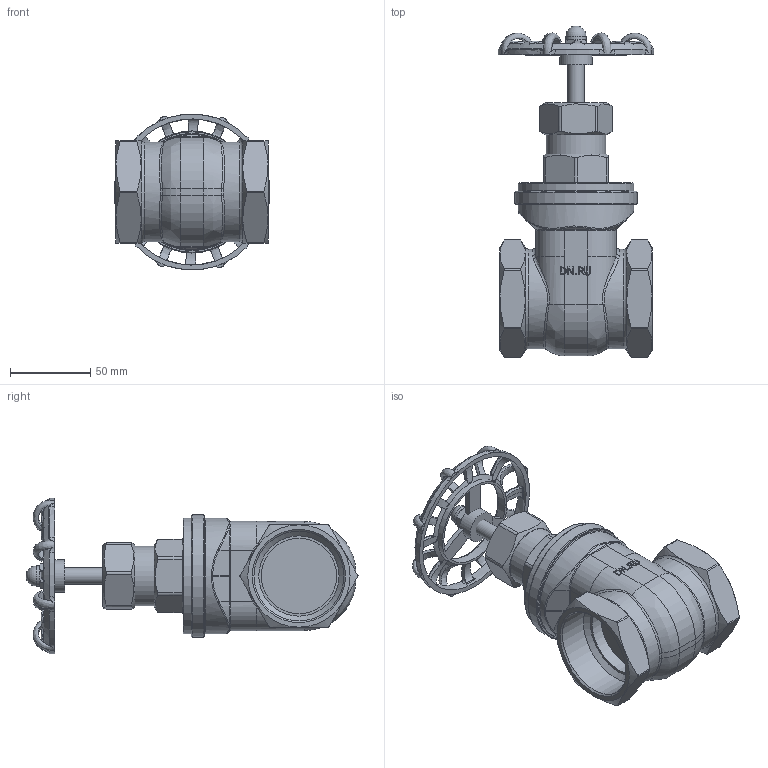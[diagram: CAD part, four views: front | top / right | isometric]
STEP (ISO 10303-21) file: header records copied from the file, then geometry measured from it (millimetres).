
FILE_DESCRIPTION(/* description */ (''),/* implementation_level */ '2;1');
FILE_NAME(/* name */ 'DN50_3D_STEP.stp',/* time_stamp */ '2024-12-02T01:06:22+03:00',/* author */ ('igorr'),/* organization */ (''),/* preprocessor_version */ 'ST-DEVELOPER v20',/* originating_system */ 'Autodesk Inventor 2025',/* authorisation */ '');
FILE_SCHEMA (('AUTOMOTIVE_DESIGN { 1 0 10303 214 3 1 1 }'));
Length unit declared in the file: millimetre
Products named in the file (4): Сборка; Деталь; Деталь1; CNS 4473 - M 8
Assembly tree (3 placements, depth 2):
  Сборка
    Деталь
    Деталь1
    CNS 4473 - M 8
Bounding box: 96.98 x 206.8 x 96.98 mm (x, y, z)
Volume: 445205.9 mm3; surface area: 82024.1 mm2
Topology: 3 solids, 3 shells, 524 faces, 1490 edges, 945 vertices
Faces by surface type: bspline 187, plane 151, cylinder 116, cone 50, torus 19, sphere 1
Full cylindrical faces by diameter (mm): 6.647 x1, 8 x1, 10 x1, 12.5 x1, 13.991 x1, 20 x1, 37 x1, 47 x2, 54 x1, 56 x2, 57 x1, 62 x2, 72 x2, 76 x1, 91 x1
Entity records: 26188 total; most frequent: CARTESIAN_POINT 13724, ORIENTED_EDGE 2976, DIRECTION 1793, EDGE_CURVE 1488, VERTEX_POINT 945, AXIS2_PLACEMENT_3D 711, B_SPLINE_CURVE_WITH_KNOTS 682, EDGE_LOOP 545
